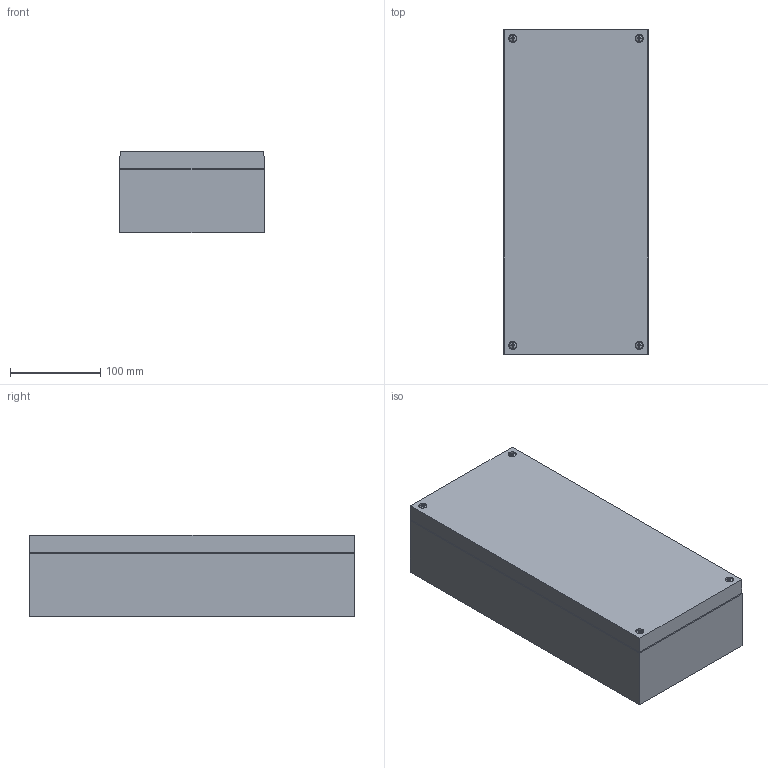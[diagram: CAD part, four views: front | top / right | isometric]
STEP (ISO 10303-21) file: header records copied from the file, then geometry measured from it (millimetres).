
FILE_DESCRIPTION (( 'STEP AP214' ), '1' );
FILE_NAME ('2011332.stp', '2020-11-30T16:37:33', ( '' ), ( '' ), 'SwSTEP 2.0', 'SolidWorks 2020', '' );
FILE_SCHEMA (( 'AUTOMOTIVE_DESIGN' ));
Length unit declared in the file: millimetre
Products named in the file (4): 064360_361609; 064350_361609; 2011332; P_063643_1_ISO 7045 - M4 x 12 - Z --- 12N
Assembly tree (6 placements, depth 2):
  2011332
    064350_361609
    064360_361609
    P_063643_1_ISO 7045 - M4 x 12 - Z --- 12N  x4
Bounding box: 160 x 360 x 90 mm (x, y, z)
Volume: 1376919 mm3; surface area: 412618.9 mm2
Topology: 6 solids, 6 shells, 255 faces, 643 edges, 397 vertices
Faces by surface type: plane 146, cylinder 47, cone 38, torus 16, sphere 8
Entity records: 4719 total; most frequent: CARTESIAN_POINT 805, DIRECTION 801, ORIENTED_EDGE 750, EDGE_CURVE 375, AXIS2_PLACEMENT_3D 272, LINE 257, VECTOR 257, VERTEX_POINT 244
